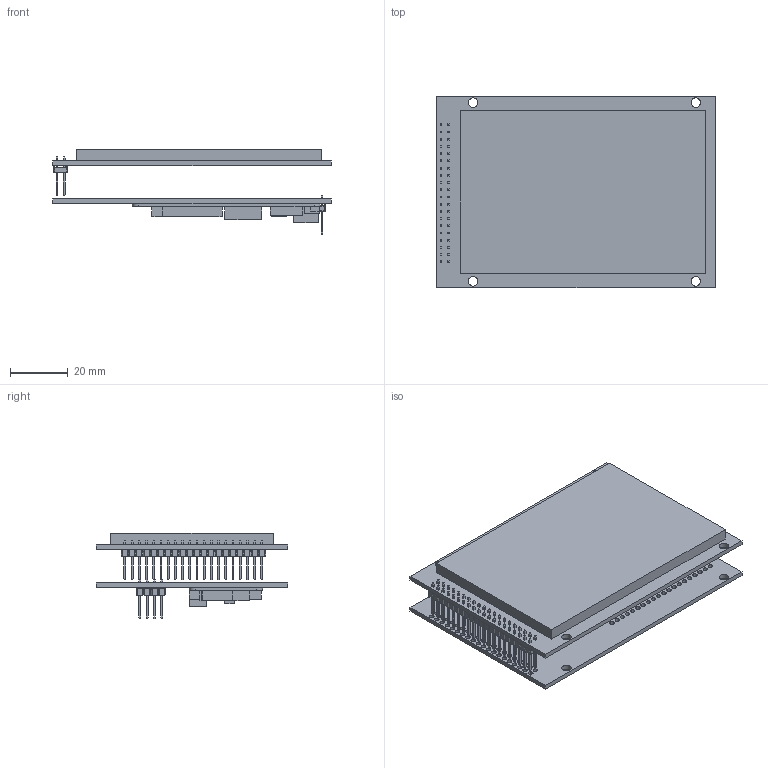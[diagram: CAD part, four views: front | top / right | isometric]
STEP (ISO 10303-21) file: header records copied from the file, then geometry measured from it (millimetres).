
FILE_DESCRIPTION(/* description */ (''),/* implementation_level */ '2;1');
FILE_NAME(/* name */ 'RepPanel_PCB.step',/* time_stamp */ '2020-09-17T13:17:23+02:00',/* author */ (''),/* organization */ (''),/* preprocessor_version */ 'ST-DEVELOPER v18.1',/* originating_system */ 'Autodesk Translation Framework v9.3.0.1241',/* authorisation */ '');
FILE_SCHEMA (('AUTOMOTIVE_DESIGN { 1 0 10303 214 3 1 1 }'));
Length unit declared in the file: millimetre
Products named in the file (4): repPanel_LCD; 2x20 Male Pin Header v1; 1x4 Male Pin Header v1; wemos d32 Pro v1
Assembly tree (3 placements, depth 2):
  repPanel_LCD
    2x20 Male Pin Header v1
    1x4 Male Pin Header v1
    wemos d32 Pro v1
Bounding box: 96.5 x 66.3 x 29.57 mm (x, y, z)
Volume: 43801.5 mm3; surface area: 35122.3 mm2
Topology: 49 solids, 49 shells, 1471 faces, 3695 edges, 2326 vertices
Faces by surface type: plane 1375, cylinder 96
Full cylindrical faces by diameter (mm): 1.524 x36, 1.575 x42, 1.7 x3, 2.1 x3, 3.3 x8
Entity records: 43360 total; most frequent: CARTESIAN_POINT 7499, ORIENTED_EDGE 7390, DIRECTION 6845, EDGE_CURVE 3695, LINE 3501, VECTOR 3501, VERTEX_POINT 2326, EDGE_LOOP 1757
